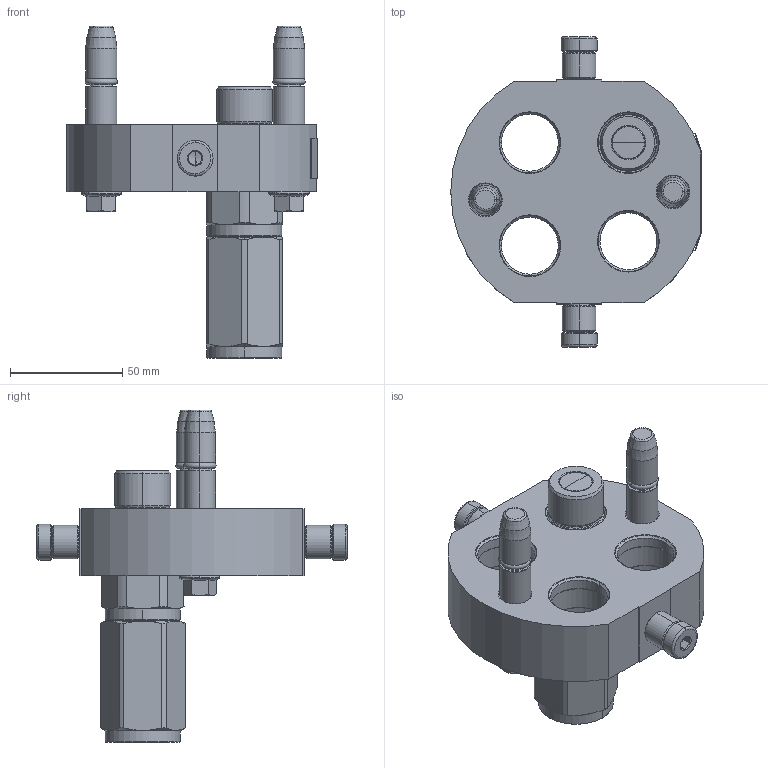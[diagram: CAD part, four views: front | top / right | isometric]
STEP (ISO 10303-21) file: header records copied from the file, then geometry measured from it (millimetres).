
FILE_DESCRIPTION (( 'STEP AP214' ), '1' );
FILE_NAME ('FASTER.step', '2022-07-05T13:05:25', ( '' ), ( '' ), 'SwSTEP 2.0', 'SolidWorks 2017', '' );
FILE_SCHEMA (( 'AUTOMOTIVE_DESIGN' ));
Length unit declared in the file: millimetre
Products named in the file (11): or2_62x9_19_m; FASTER; 4830_021_0000_000; 1540_080_0008_000; 4830_028_1000_011; P508_M_BASE; 4830_013_3000_030; 3ffnp12_gas_m; 4830_010_0000_022; et002_piegata
Assembly tree (15 placements, depth 3):
  FASTER
    P508_M_BASE
      4830_010_0000_022
      4830_013_3000_030  x2
      4830_028_1000_011  x2
      4830_021_0000_000  x2
      1540_080_0008_000  x2
      or2_62x9_19_m  x2
    3ffnp12_gas_m
      3ffnp12_gas_m
    et002_piegata
Bounding box: 111.8 x 138.6 x 148.2 mm (x, y, z)
Volume: 2874.1 mm3; surface area: 80543.5 mm2
Topology: 5 solids, 31 shells, 1239 faces, 3346 edges, 2153 vertices
Faces by surface type: plane 679, cone 224, cylinder 213, torus 76, bspline 47
Entity records: 41223 total; most frequent: CARTESIAN_POINT 10938, ORIENTED_EDGE 5547, DIRECTION 5202, EDGE_CURVE 2956, LINE 1960, VECTOR 1960, VERTEX_POINT 1929, AXIS2_PLACEMENT_3D 1621
